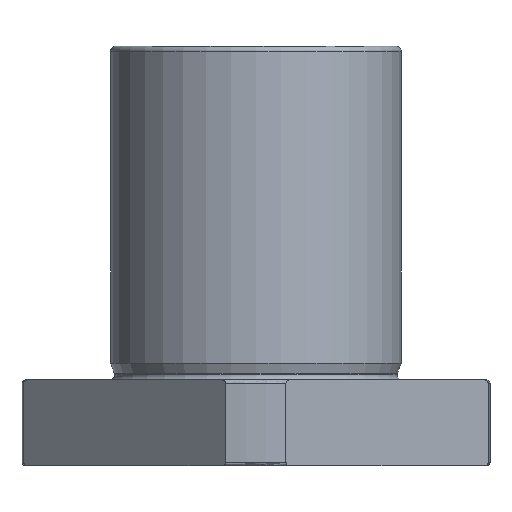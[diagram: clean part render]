
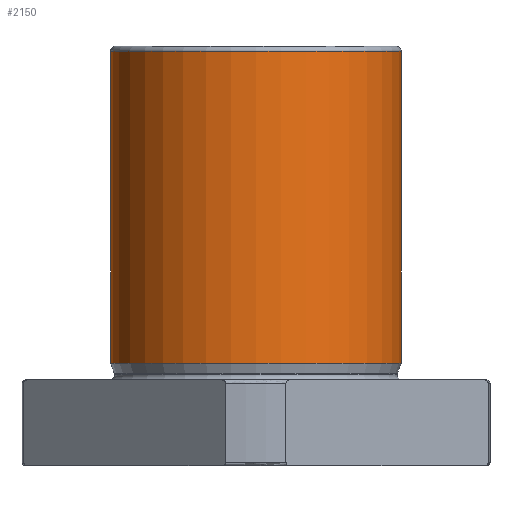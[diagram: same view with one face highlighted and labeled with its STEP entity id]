
A CAD part, front view. The second image highlights one B-rep face of the part: STEP entity #2150.
In plain terms, the highlighted cylindrical face has radius 23.494 mm (diameter 46.987 mm), a partial arc.
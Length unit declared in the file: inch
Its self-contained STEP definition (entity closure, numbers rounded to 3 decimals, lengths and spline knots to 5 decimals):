
#40 = CARTESIAN_POINT ( 'NONE',  ( 0., 0., 0.65233 ) ) ;
#206 = DIRECTION ( 'NONE',  ( 0., 0., 1. ) ) ;
#378 = EDGE_CURVE ( 'NONE', #1532, #2012, #3207, .T. ) ;
#411 = DIRECTION ( 'NONE',  ( 0., 0., 1. ) ) ;
#469 = CARTESIAN_POINT ( 'NONE',  ( -0.92495, 0., 0.65233 ) ) ;
#506 = VERTEX_POINT ( 'NONE', #469 ) ;
#598 = DIRECTION ( 'NONE',  ( 0., 0., 1. ) ) ;
#612 = EDGE_CURVE ( 'NONE', #506, #1532, #716, .T. ) ;
#716 = LINE ( 'NONE', #2466, #1730 ) ;
#753 = AXIS2_PLACEMENT_3D ( 'NONE', #2011, #2300, #1565 ) ;
#1148 = CARTESIAN_POINT ( 'NONE',  ( 0.92495, 0., 2.6713 ) ) ;
#1251 = EDGE_LOOP ( 'NONE', ( #1622, #1762, #1890, #1753 ) ) ;
#1380 = CARTESIAN_POINT ( 'NONE',  ( 0.92495, 0., 2.6393 ) ) ;
#1493 = EDGE_CURVE ( 'NONE', #2280, #2012, #1905, .T. ) ;
#1532 = VERTEX_POINT ( 'NONE', #2730 ) ;
#1565 = DIRECTION ( 'NONE',  ( 1., 0., 0. ) ) ;
#1622 = ORIENTED_EDGE ( 'NONE', *, *, #612, .F. ) ;
#1683 = CARTESIAN_POINT ( 'NONE',  ( 0.92495, 0., 0.65233 ) ) ;
#1730 = VECTOR ( 'NONE', #206, 39.37008 ) ;
#1753 = ORIENTED_EDGE ( 'NONE', *, *, #378, .F. ) ;
#1762 = ORIENTED_EDGE ( 'NONE', *, *, #2493, .T. ) ;
#1890 = ORIENTED_EDGE ( 'NONE', *, *, #1493, .T. ) ;
#1905 = LINE ( 'NONE', #1148, #3030 ) ;
#2011 = CARTESIAN_POINT ( 'NONE',  ( 0., 0., 2.6713 ) ) ;
#2012 = VERTEX_POINT ( 'NONE', #1380 ) ;
#2089 = CARTESIAN_POINT ( 'NONE',  ( 0., 0., 2.6393 ) ) ;
#2133 = AXIS2_PLACEMENT_3D ( 'NONE', #40, #2298, #2761 ) ;
#2150 = ADVANCED_FACE ( 'NONE', ( #3256 ), #2762, .T. ) ;
#2280 = VERTEX_POINT ( 'NONE', #1683 ) ;
#2298 = DIRECTION ( 'NONE',  ( 0., 0., 1. ) ) ;
#2300 = DIRECTION ( 'NONE',  ( 0., 0., 1. ) ) ;
#2306 = DIRECTION ( 'NONE',  ( 1., 0., 0. ) ) ;
#2466 = CARTESIAN_POINT ( 'NONE',  ( -0.92495, 0., 2.6713 ) ) ;
#2493 = EDGE_CURVE ( 'NONE', #506, #2280, #2974, .T. ) ;
#2531 = AXIS2_PLACEMENT_3D ( 'NONE', #2089, #598, #2306 ) ;
#2730 = CARTESIAN_POINT ( 'NONE',  ( -0.92495, 0., 2.6393 ) ) ;
#2761 = DIRECTION ( 'NONE',  ( 1., 0., 0. ) ) ;
#2762 = CYLINDRICAL_SURFACE ( 'NONE', #753, 0.92495 ) ;
#2974 = CIRCLE ( 'NONE', #2133, 0.92495 ) ;
#3030 = VECTOR ( 'NONE', #411, 39.37008 ) ;
#3207 = CIRCLE ( 'NONE', #2531, 0.92495 ) ;
#3256 = FACE_OUTER_BOUND ( 'NONE', #1251, .T. ) ;
